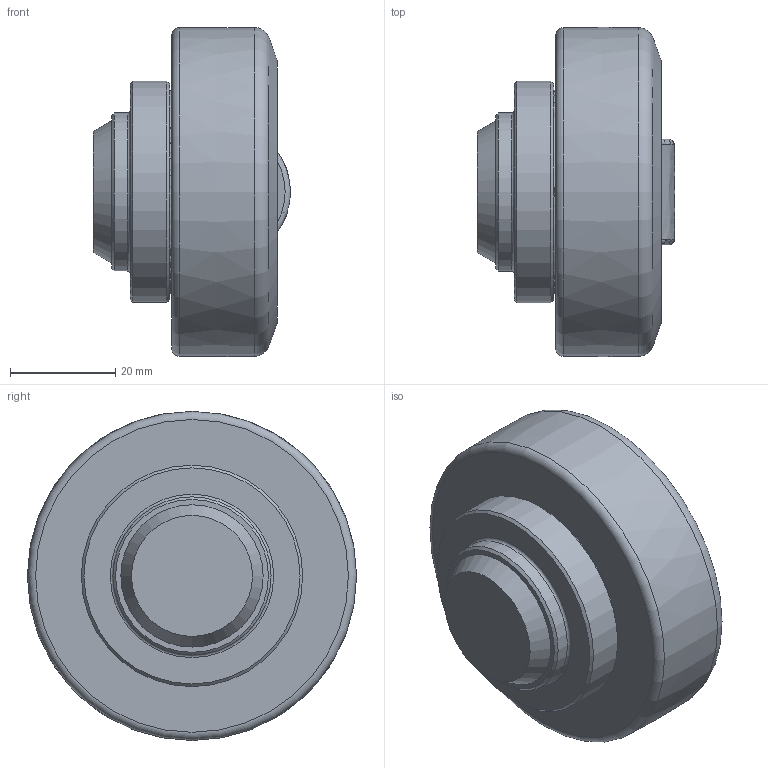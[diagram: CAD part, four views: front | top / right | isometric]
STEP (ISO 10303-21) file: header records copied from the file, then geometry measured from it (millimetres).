
FILE_DESCRIPTION((''),'2;1');
FILE_NAME('ALFATEC_TR 060.0200.stp','2012-11-02T09:02:06',('Wenzelburger'),(''),'Autodesk Inventor 2012','Autodesk Inventor 2012','');
FILE_SCHEMA(('AUTOMOTIVE_DESIGN { 1 0 10303 214 1 1 1 1 }'));
Length unit declared in the file: millimetre
Products named in the file (1): TR 060.0200_Konturvereinfachung_1
Bounding box: 37.5 x 62.5 x 62.47 mm (x, y, z)
Volume: 75321.4 mm3; surface area: 11407.4 mm2
Topology: 1 solids, 1 shells, 47 faces, 104 edges, 65 vertices
Faces by surface type: plane 19, cone 11, cylinder 9, torus 6, bspline 2
Full cylindrical faces by diameter (mm): 30 x1, 42 x1
Entity records: 1410 total; most frequent: CARTESIAN_POINT 338, DIRECTION 214, ORIENTED_EDGE 186, AXIS2_PLACEMENT_3D 93, EDGE_CURVE 93, VERTEX_POINT 65, EDGE_LOOP 64, STYLED_ITEM 48
